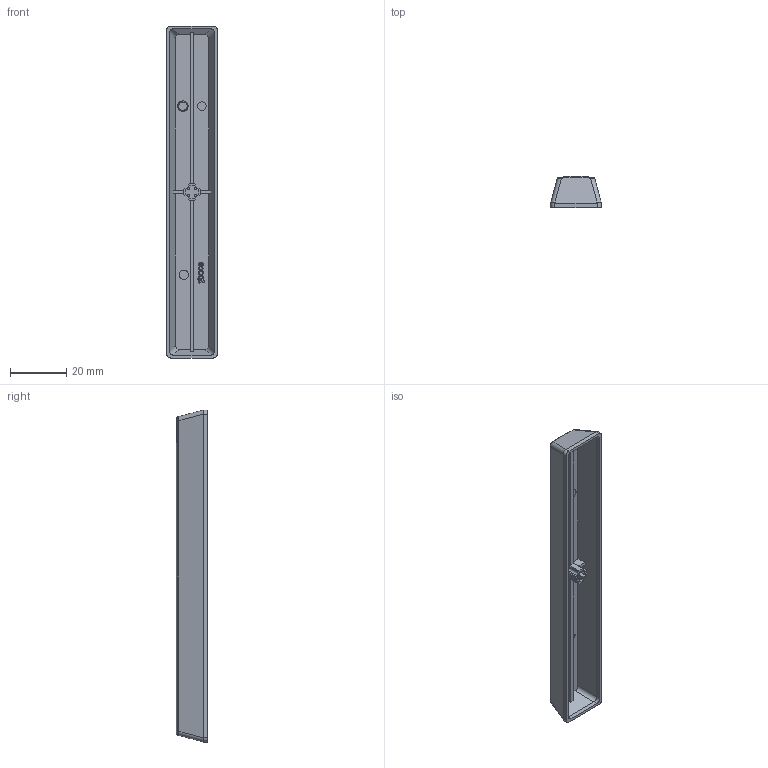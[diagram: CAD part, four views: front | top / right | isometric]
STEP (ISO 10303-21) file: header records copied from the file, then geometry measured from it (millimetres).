
FILE_DESCRIPTION (( 'STEP AP214' ), '1' );
FILE_NAME ('MX_¿Õ¸ñ.STEP', '2020-03-12T07:40:54', ( '' ), ( '' ), 'SwSTEP 2.0', 'SolidWorks 2019', '' );
FILE_SCHEMA (( 'AUTOMOTIVE_DESIGN' ));
Length unit declared in the file: millimetre
Products named in the file (1): MX_諾跡
Bounding box: 18 x 11.11 x 118 mm (x, y, z)
Volume: 5764.2 mm3; surface area: 9229.8 mm2
Topology: 1 solids, 1 shells, 192 faces, 520 edges, 344 vertices
Faces by surface type: plane 88, bspline 65, cylinder 39
Entity records: 9745 total; most frequent: CARTESIAN_POINT 4890, ORIENTED_EDGE 1040, DIRECTION 675, EDGE_CURVE 520, VERTEX_POINT 344, VECTOR 305, LINE 305, EDGE_LOOP 206
